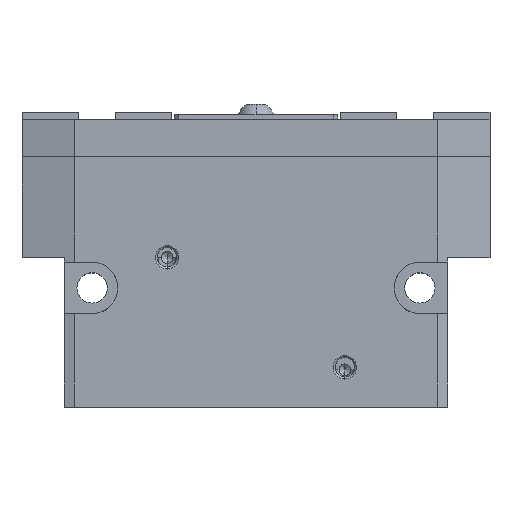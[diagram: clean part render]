
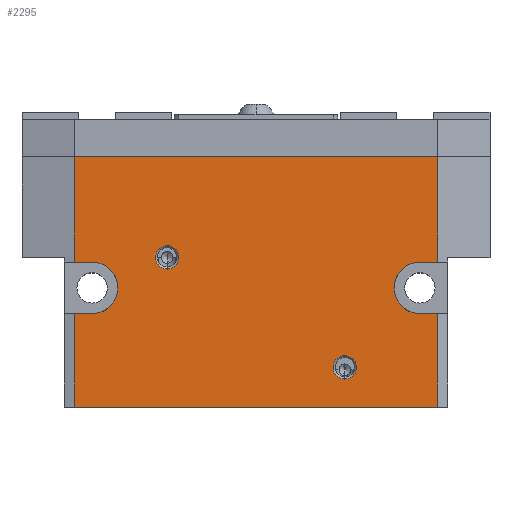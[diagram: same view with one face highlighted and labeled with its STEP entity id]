
A CAD part, top view. The second image highlights one B-rep face of the part: STEP entity #2295.
In plain terms, the highlighted planar face has unit normal (0, 0, 1).
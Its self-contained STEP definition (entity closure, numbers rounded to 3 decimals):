
#1951 = VERTEX_POINT( '', #5558 );
#2241 = EDGE_CURVE( '', #3363, #4429, #5884, .T. );
#2295 = ADVANCED_FACE( '', ( #5941, #5942, #5943 ), #5944, .T. );
#2325 = EDGE_CURVE( '', #4953, #2449, #5976, .T. );
#2433 = VERTEX_POINT( '', #6096 );
#2435 = VERTEX_POINT( '', #6098 );
#2449 = VERTEX_POINT( '', #6113 );
#2631 = EDGE_CURVE( '', #2961, #2659, #6319, .T. );
#2659 = VERTEX_POINT( '', #6349 );
#2709 = EDGE_CURVE( '', #3083, #3363, #6406, .T. );
#2883 = EDGE_CURVE( '', #2449, #4953, #6602, .T. );
#2961 = VERTEX_POINT( '', #6688 );
#3083 = VERTEX_POINT( '', #6823 );
#3209 = EDGE_CURVE( '', #3967, #4977, #6967, .T. );
#3353 = EDGE_CURVE( '', #2433, #5217, #7130, .T. );
#3363 = VERTEX_POINT( '', #7141 );
#3533 = EDGE_CURVE( '', #1951, #2961, #7323, .T. );
#3545 = EDGE_CURVE( '', #4635, #4429, #7336, .T. );
#3633 = EDGE_CURVE( '', #2435, #3895, #7434, .T. );
#3785 = EDGE_CURVE( '', #4635, #2433, #7608, .T. );
#3839 = EDGE_CURVE( '', #4977, #1951, #7667, .T. );
#3895 = VERTEX_POINT( '', #7726 );
#3945 = EDGE_CURVE( '', #5217, #3967, #7783, .T. );
#3967 = VERTEX_POINT( '', #7806 );
#4087 = EDGE_CURVE( '', #3895, #2435, #7941, .T. );
#4155 = EDGE_CURVE( '', #5069, #3083, #8016, .T. );
#4429 = VERTEX_POINT( '', #8328 );
#4635 = VERTEX_POINT( '', #8555 );
#4645 = EDGE_CURVE( '', #2659, #5069, #8565, .T. );
#4953 = VERTEX_POINT( '', #8901 );
#4977 = VERTEX_POINT( '', #8929 );
#5069 = VERTEX_POINT( '', #9033 );
#5217 = VERTEX_POINT( '', #9191 );
#5558 = CARTESIAN_POINT( '', ( 38.804, 53.49, 25. ) );
#5884 = LINE( '', #10191, #10192 );
#5941 = FACE_OUTER_BOUND( '', #10274, .T. );
#5942 = FACE_BOUND( '', #10275, .T. );
#5943 = FACE_BOUND( '', #10276, .T. );
#5944 = PLANE( '', #10277 );
#5976 = CIRCLE( '', #10328, 2.5 );
#6096 = CARTESIAN_POINT( '', ( 38.804, 20., 25. ) );
#6098 = CARTESIAN_POINT( '', ( -19., 29.5, 25. ) );
#6113 = CARTESIAN_POINT( '', ( 19., 6., 25. ) );
#6319 = LINE( '', #10853, #10854 );
#6349 = CARTESIAN_POINT( '', ( -38.804, 31., 25. ) );
#6406 = LINE( '', #10969, #10970 );
#6602 = CIRCLE( '', #11241, 2.5 );
#6688 = CARTESIAN_POINT( '', ( -38.804, 53.49, 25. ) );
#6823 = CARTESIAN_POINT( '', ( -35., 20., 25. ) );
#6967 = LINE( '', #11803, #11804 );
#7130 = LINE( '', #12024, #12025 );
#7141 = CARTESIAN_POINT( '', ( -38.804, 20., 25. ) );
#7323 = LINE( '', #12280, #12281 );
#7336 = LINE( '', #12295, #12296 );
#7434 = CIRCLE( '', #12434, 2.5 );
#7608 = LINE( '', #12659, #12660 );
#7667 = LINE( '', #12734, #12735 );
#7726 = CARTESIAN_POINT( '', ( -19., 34.5, 25. ) );
#7783 = CIRCLE( '', #12932, 5.5 );
#7806 = CARTESIAN_POINT( '', ( 35., 31., 25. ) );
#7941 = CIRCLE( '', #13168, 2.5 );
#8016 = CIRCLE( '', #13268, 5.5 );
#8328 = CARTESIAN_POINT( '', ( -38.804, 0., 25. ) );
#8555 = CARTESIAN_POINT( '', ( 38.804, 0., 25. ) );
#8565 = LINE( '', #14098, #14099 );
#8901 = CARTESIAN_POINT( '', ( 19., 11., 25. ) );
#8929 = CARTESIAN_POINT( '', ( 38.804, 31., 25. ) );
#9033 = CARTESIAN_POINT( '', ( -35., 31., 25. ) );
#9191 = CARTESIAN_POINT( '', ( 35., 20., 25. ) );
#10191 = CARTESIAN_POINT( '', ( -38.804, 30.75, 25. ) );
#10192 = VECTOR( '', #15808, 1. );
#10274 = EDGE_LOOP( '', ( #15854, #15855, #15856, #15857, #15858, #15859, #15860, #15861, #15862, #15863, #15864, #15865 ) );
#10275 = EDGE_LOOP( '', ( #15866, #15867 ) );
#10276 = EDGE_LOOP( '', ( #15868, #15869 ) );
#10277 = AXIS2_PLACEMENT_3D( '', #15870, #15871, #15872 );
#10328 = AXIS2_PLACEMENT_3D( '', #15900, #15901, #15902 );
#10853 = CARTESIAN_POINT( '', ( -38.804, 30.75, 25. ) );
#10854 = VECTOR( '', #16291, 1. );
#10969 = CARTESIAN_POINT( '', ( 3.5, 20., 25. ) );
#10970 = VECTOR( '', #16401, 1. );
#11241 = AXIS2_PLACEMENT_3D( '', #16650, #16651, #16652 );
#11803 = CARTESIAN_POINT( '', ( 47.5, 31., 25. ) );
#11804 = VECTOR( '', #17090, 1. );
#12024 = CARTESIAN_POINT( '', ( 42.5, 20., 25. ) );
#12025 = VECTOR( '', #17265, 1. );
#12280 = CARTESIAN_POINT( '', ( 25., 53.49, 25. ) );
#12281 = VECTOR( '', #17425, 1. );
#12295 = CARTESIAN_POINT( '', ( 50., 0., 25. ) );
#12296 = VECTOR( '', #17434, 1. );
#12434 = AXIS2_PLACEMENT_3D( '', #17561, #17562, #17563 );
#12659 = CARTESIAN_POINT( '', ( 38.804, 30.75, 25. ) );
#12660 = VECTOR( '', #17802, 1. );
#12734 = CARTESIAN_POINT( '', ( 38.804, 30.75, 25. ) );
#12735 = VECTOR( '', #17855, 1. );
#12932 = AXIS2_PLACEMENT_3D( '', #17966, #17967, #17968 );
#13168 = AXIS2_PLACEMENT_3D( '', #18148, #18149, #18150 );
#13268 = AXIS2_PLACEMENT_3D( '', #18217, #18218, #18219 );
#14098 = CARTESIAN_POINT( '', ( 7.5, 31., 25. ) );
#14099 = VECTOR( '', #18847, 1. );
#15808 = DIRECTION( '', ( 0., -1., 0. ) );
#15854 = ORIENTED_EDGE( '', *, *, #3533, .T. );
#15855 = ORIENTED_EDGE( '', *, *, #2631, .T. );
#15856 = ORIENTED_EDGE( '', *, *, #4645, .T. );
#15857 = ORIENTED_EDGE( '', *, *, #4155, .T. );
#15858 = ORIENTED_EDGE( '', *, *, #2709, .T. );
#15859 = ORIENTED_EDGE( '', *, *, #2241, .T. );
#15860 = ORIENTED_EDGE( '', *, *, #3545, .F. );
#15861 = ORIENTED_EDGE( '', *, *, #3785, .T. );
#15862 = ORIENTED_EDGE( '', *, *, #3353, .T. );
#15863 = ORIENTED_EDGE( '', *, *, #3945, .T. );
#15864 = ORIENTED_EDGE( '', *, *, #3209, .T. );
#15865 = ORIENTED_EDGE( '', *, *, #3839, .T. );
#15866 = ORIENTED_EDGE( '', *, *, #2325, .T. );
#15867 = ORIENTED_EDGE( '', *, *, #2883, .T. );
#15868 = ORIENTED_EDGE( '', *, *, #4087, .T. );
#15869 = ORIENTED_EDGE( '', *, *, #3633, .T. );
#15870 = CARTESIAN_POINT( '', ( 50., 61.5, 25. ) );
#15871 = DIRECTION( '', ( 0., 0., 1. ) );
#15872 = DIRECTION( '', ( 0., 1., 0. ) );
#15900 = CARTESIAN_POINT( '', ( 19., 8.5, 25. ) );
#15901 = DIRECTION( '', ( 0., 0., -1. ) );
#15902 = DIRECTION( '', ( 0., 1., 0. ) );
#16291 = DIRECTION( '', ( 0., -1., 0. ) );
#16401 = DIRECTION( '', ( -1., 0., 0. ) );
#16650 = CARTESIAN_POINT( '', ( 19., 8.5, 25. ) );
#16651 = DIRECTION( '', ( 0., 0., -1. ) );
#16652 = DIRECTION( '', ( 0., 1., 0. ) );
#17090 = DIRECTION( '', ( 1., 0., 0. ) );
#17265 = DIRECTION( '', ( -1., 0., 0. ) );
#17425 = DIRECTION( '', ( -1., 0., 0. ) );
#17434 = DIRECTION( '', ( -1., 0., 0. ) );
#17561 = CARTESIAN_POINT( '', ( -19., 32., 25. ) );
#17562 = DIRECTION( '', ( 0., 0., -1. ) );
#17563 = DIRECTION( '', ( 0., 1., 0. ) );
#17802 = DIRECTION( '', ( 0., 1., 0. ) );
#17855 = DIRECTION( '', ( 0., 1., 0. ) );
#17966 = CARTESIAN_POINT( '', ( 35., 25.5, 25. ) );
#17967 = DIRECTION( '', ( 0., 0., -1. ) );
#17968 = DIRECTION( '', ( 0., 1., 0. ) );
#18148 = CARTESIAN_POINT( '', ( -19., 32., 25. ) );
#18149 = DIRECTION( '', ( 0., 0., -1. ) );
#18150 = DIRECTION( '', ( 0., 1., 0. ) );
#18217 = CARTESIAN_POINT( '', ( -35., 25.5, 25. ) );
#18218 = DIRECTION( '', ( 0., 0., -1. ) );
#18219 = DIRECTION( '', ( 0., -1., 0. ) );
#18847 = DIRECTION( '', ( 1., 0., 0. ) );
